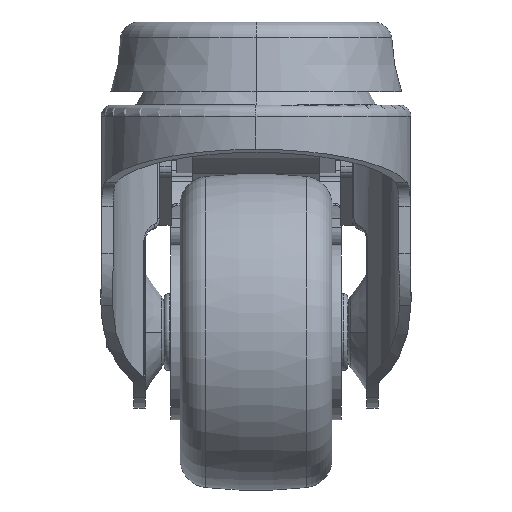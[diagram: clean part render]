
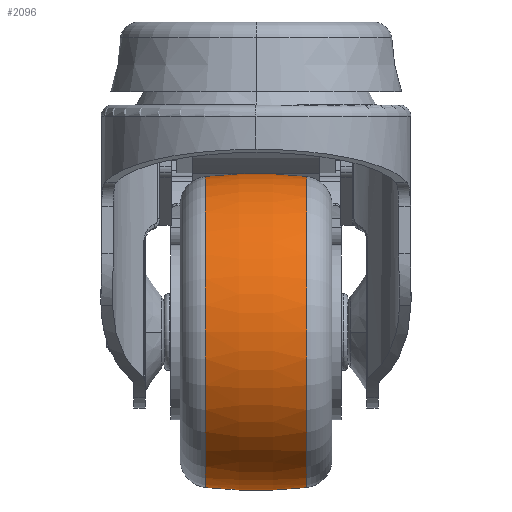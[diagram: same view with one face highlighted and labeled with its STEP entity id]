
A CAD part, left-side view. The second image highlights one B-rep face of the part: STEP entity #2096.
In plain terms, the highlighted toroidal (fillet/blend) face has major radius 47.5 mm and minor radius 72.5 mm.
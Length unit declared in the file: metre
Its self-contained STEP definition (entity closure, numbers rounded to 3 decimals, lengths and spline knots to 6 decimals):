
#2096=ADVANCED_FACE('',(#3230),#3231,.T.);
#3230=FACE_OUTER_BOUND('',#7913,.T.);
#3231=TOROIDAL_SURFACE('',#7914,-0.0475,0.0725);
#7913=EDGE_LOOP('',(#18673,#18674,#18675,#18676));
#7914=AXIS2_PLACEMENT_3D('',#18677,#18678,#18679);
#18673=ORIENTED_EDGE('',*,*,#21689,.T.);
#18674=ORIENTED_EDGE('',*,*,#21697,.F.);
#18675=ORIENTED_EDGE('',*,*,#21691,.T.);
#18676=ORIENTED_EDGE('',*,*,#21695,.T.);
#18677=CARTESIAN_POINT('',(0.0,0.,0.0));
#18678=DIRECTION('',(0.0,1.0,0.));
#18679=DIRECTION('',(0.0,0.,1.0));
#21689=EDGE_CURVE('',#23891,#23883,#23892,.T.);
#21691=EDGE_CURVE('',#23886,#23893,#23895,.T.);
#21695=EDGE_CURVE('',#23893,#23891,#23901,.T.);
#21697=EDGE_CURVE('',#23886,#23883,#23903,.T.);
#23883=VERTEX_POINT('',#28035);
#23886=VERTEX_POINT('',#28038);
#23891=VERTEX_POINT('',#28043);
#23892=CIRCLE('',#28044,0.0725);
#23893=VERTEX_POINT('',#28045);
#23895=CIRCLE('',#28047,0.0725);
#23901=CIRCLE('',#28053,0.024558);
#23903=CIRCLE('',#28055,0.024558);
#28035=CARTESIAN_POINT('',(0.0,0.007996,0.024558));
#28038=CARTESIAN_POINT('',(0.,0.007996,-0.024558));
#28043=CARTESIAN_POINT('',(0.0,-0.007996,0.024558));
#28044=AXIS2_PLACEMENT_3D('',#40048,#40049,#40050);
#28045=CARTESIAN_POINT('',(0.,-0.007996,-0.024558));
#28047=AXIS2_PLACEMENT_3D('',#40054,#40055,#40056);
#28053=AXIS2_PLACEMENT_3D('',#40066,#40067,#40068);
#28055=AXIS2_PLACEMENT_3D('',#40072,#40073,#40074);
#40048=CARTESIAN_POINT('',(0.,0.,-0.0475));
#40049=DIRECTION('',(-1.0,0.,0.));
#40050=DIRECTION('',(0.,0.,1.0));
#40054=CARTESIAN_POINT('',(0.,0.,0.0475));
#40055=DIRECTION('',(-1.0,0.,0.));
#40056=DIRECTION('',(0.,0.,-1.0));
#40066=CARTESIAN_POINT('',(0.0,-0.007996,0.));
#40067=DIRECTION('',(0.0,1.0,0.));
#40068=DIRECTION('',(0.0,0.,1.0));
#40072=CARTESIAN_POINT('',(0.0,0.007996,0.));
#40073=DIRECTION('',(0.0,1.0,0.));
#40074=DIRECTION('',(0.0,0.,1.0));
